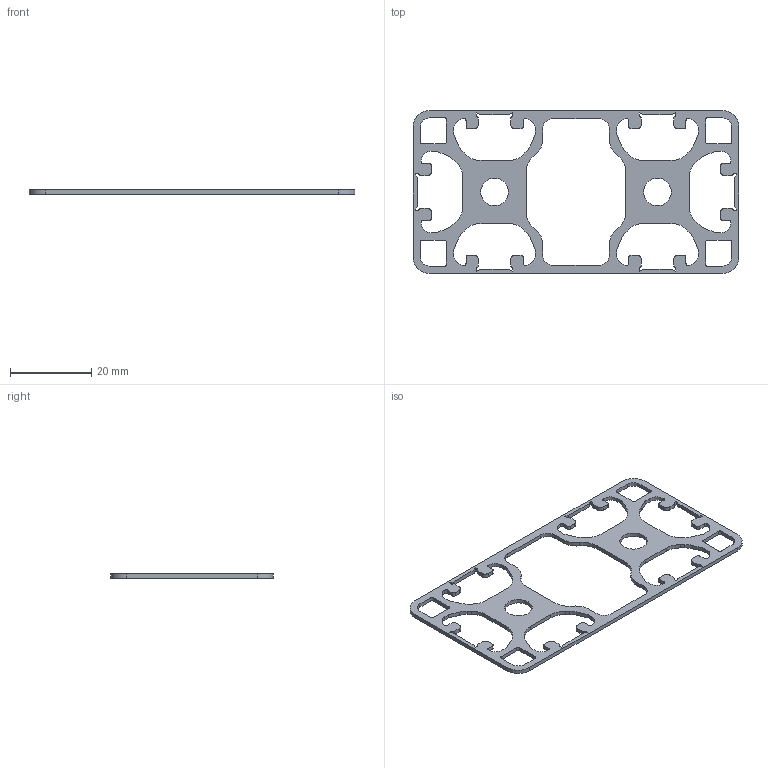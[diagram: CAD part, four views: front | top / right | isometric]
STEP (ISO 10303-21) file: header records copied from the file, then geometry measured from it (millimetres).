
FILE_DESCRIPTION(/* description */ ('ISB Aluminum Profile 40x80-LG'),/* implementation_level */ '2;1');
FILE_NAME(/* name */ '1007503.ipt.stp',/* time_stamp */ '2020-04-01T16:45:05+02:00',/* author */ ('Dv/dE'),/* organization */ (''),/* preprocessor_version */ 'ST-DEVELOPER v16.5',/* originating_system */ 'Autodesk Inventor 2017',/* authorisation */ '');
FILE_SCHEMA (('AUTOMOTIVE_DESIGN { 1 0 10303 214 3 1 1 }'));
Length unit declared in the file: millimetre
Products named in the file (1): 1007503
Bounding box: 80 x 40 x 1 mm (x, y, z)
Volume: 1184.9 mm3; surface area: 3238.6 mm2
Topology: 1 solids, 1 shells, 268 faces, 798 edges, 532 vertices
Faces by surface type: plane 138, cylinder 130
Full cylindrical faces by diameter (mm): 6.8 x2
Entity records: 9134 total; most frequent: CARTESIAN_POINT 1597, DIRECTION 1594, ORIENTED_EDGE 1592, EDGE_CURVE 796, LINE 536, VECTOR 536, VERTEX_POINT 532, AXIS2_PLACEMENT_3D 529
